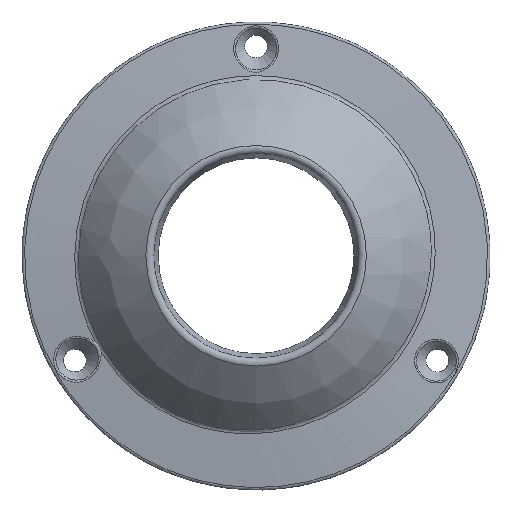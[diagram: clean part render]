
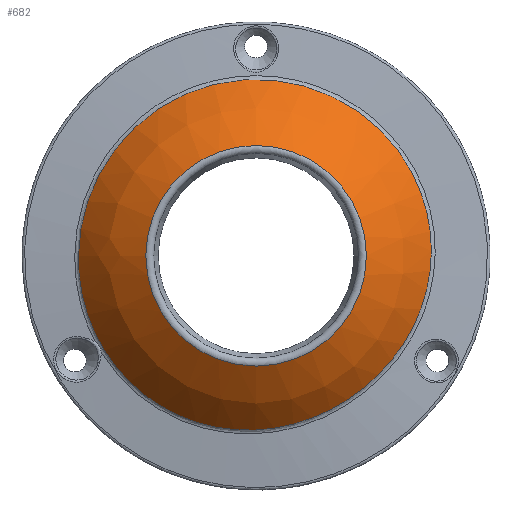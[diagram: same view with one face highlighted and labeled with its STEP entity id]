
A CAD part, top view. The second image highlights one B-rep face of the part: STEP entity #682.
In plain terms, the highlighted spherical face has radius 20.25 mm.
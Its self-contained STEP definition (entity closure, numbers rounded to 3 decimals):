
#98=SPHERICAL_SURFACE('',#736,20.25);
#113=FACE_OUTER_BOUND('',#157,.T.);
#157=EDGE_LOOP('',(#472,#473,#474,#475,#476,#477));
#205=CIRCLE('',#737,10.136);
#206=CIRCLE('',#738,10.136);
#207=CIRCLE('',#739,20.25);
#235=B_SPLINE_CURVE_WITH_KNOTS('',3,(#1084,#1085,#1086,#1087,#1088,#1089,
#1090,#1091,#1092,#1093,#1094,#1095,#1096,#1097,#1098,#1099,#1100,#1101,
#1102),.UNSPECIFIED.,.F.,.F.,(4,1,1,2,1,1,2,1,1,2,1,1,1,4),(-10.238,
-9.304,-8.837,-8.37,-7.144,
-6.531,-5.919,-5.292,-4.666,
-3.413,-2.746,-2.08,-1.414,
-0.774),.UNSPECIFIED.);
#236=B_SPLINE_CURVE_WITH_KNOTS('',3,(#1103,#1104,#1105,#1106,#1107,#1108),
 .UNSPECIFIED.,.F.,.F.,(4,2,4),(-0.774,-0.747,0.),
 .UNSPECIFIED.);
#283=VERTEX_POINT('',#1081);
#284=VERTEX_POINT('',#1083);
#291=VERTEX_POINT('',#1390);
#292=VERTEX_POINT('',#1391);
#353=EDGE_CURVE('',#283,#284,#235,.T.);
#354=EDGE_CURVE('',#284,#283,#236,.T.);
#363=EDGE_CURVE('',#291,#292,#205,.T.);
#364=EDGE_CURVE('',#292,#291,#206,.T.);
#365=EDGE_CURVE('',#292,#284,#207,.T.);
#472=ORIENTED_EDGE('',*,*,#363,.F.);
#473=ORIENTED_EDGE('',*,*,#364,.F.);
#474=ORIENTED_EDGE('',*,*,#365,.T.);
#475=ORIENTED_EDGE('',*,*,#353,.F.);
#476=ORIENTED_EDGE('',*,*,#354,.F.);
#477=ORIENTED_EDGE('',*,*,#365,.F.);
#682=ADVANCED_FACE('',(#113),#98,.T.);
#736=AXIS2_PLACEMENT_3D('',#1389,#801,#802);
#737=AXIS2_PLACEMENT_3D('',#1392,#803,#804);
#738=AXIS2_PLACEMENT_3D('',#1393,#805,#806);
#739=AXIS2_PLACEMENT_3D('',#1394,#807,#808);
#801=DIRECTION('center_axis',(0.,0.,1.));
#802=DIRECTION('ref_axis',(1.,0.,0.));
#803=DIRECTION('center_axis',(0.,0.,1.));
#804=DIRECTION('ref_axis',(-1.,0.,0.));
#805=DIRECTION('center_axis',(0.,0.,1.));
#806=DIRECTION('ref_axis',(-1.,0.,0.));
#807=DIRECTION('center_axis',(0.,-1.,0.));
#808=DIRECTION('ref_axis',(-1.,0.,0.));
#1081=CARTESIAN_POINT('',(-55.621,15.724,13.745));
#1083=CARTESIAN_POINT('',(-57.467,8.35,13.644));
#1084=CARTESIAN_POINT('Ctrl Pts',(-55.621,15.724,13.745));
#1085=CARTESIAN_POINT('Ctrl Pts',(-54.205,18.467,13.766));
#1086=CARTESIAN_POINT('Ctrl Pts',(-50.901,21.968,13.764));
#1087=CARTESIAN_POINT('Ctrl Pts',(-45.109,24.308,13.773));
#1088=CARTESIAN_POINT('Ctrl Pts',(-42.009,24.611,13.785));
#1089=CARTESIAN_POINT('Ctrl Pts',(-36.413,24.396,13.78));
#1090=CARTESIAN_POINT('Ctrl Pts',(-30.469,21.776,13.73));
#1091=CARTESIAN_POINT('Ctrl Pts',(-25.876,14.9,13.748));
#1092=CARTESIAN_POINT('Ctrl Pts',(-25.047,10.863,13.839));
#1093=CARTESIAN_POINT('Ctrl Pts',(-25.043,6.769,14.));
#1094=CARTESIAN_POINT('Ctrl Pts',(-25.907,2.64,14.22));
#1095=CARTESIAN_POINT('Ctrl Pts',(-30.587,-4.345,14.641));
#1096=CARTESIAN_POINT('Ctrl Pts',(-36.503,-7.278,14.375));
#1097=CARTESIAN_POINT('Ctrl Pts',(-42.821,-7.785,13.968));
#1098=CARTESIAN_POINT('Ctrl Pts',(-47.278,-7.211,13.71));
#1099=CARTESIAN_POINT('Ctrl Pts',(-53.022,-3.645,13.494));
#1100=CARTESIAN_POINT('Ctrl Pts',(-56.72,1.904,13.503));
#1101=CARTESIAN_POINT('Ctrl Pts',(-57.496,6.236,13.603));
#1102=CARTESIAN_POINT('Ctrl Pts',(-57.467,8.35,13.644));
#1103=CARTESIAN_POINT('Ctrl Pts',(-57.467,8.35,13.644));
#1104=CARTESIAN_POINT('Ctrl Pts',(-57.465,8.437,13.645));
#1105=CARTESIAN_POINT('Ctrl Pts',(-57.464,8.524,13.647));
#1106=CARTESIAN_POINT('Ctrl Pts',(-57.388,11.079,13.695));
#1107=CARTESIAN_POINT('Ctrl Pts',(-56.754,13.529,13.727));
#1108=CARTESIAN_POINT('Ctrl Pts',(-55.621,15.724,13.745));
#1389=CARTESIAN_POINT('Origin',(-41.15,8.35,1.65));
#1390=CARTESIAN_POINT('',(-31.014,8.35,19.181));
#1391=CARTESIAN_POINT('',(-51.286,8.35,19.181));
#1392=CARTESIAN_POINT('Origin',(-41.15,8.35,19.181));
#1393=CARTESIAN_POINT('Origin',(-41.15,8.35,19.181));
#1394=CARTESIAN_POINT('Origin',(-41.15,8.35,1.65));
